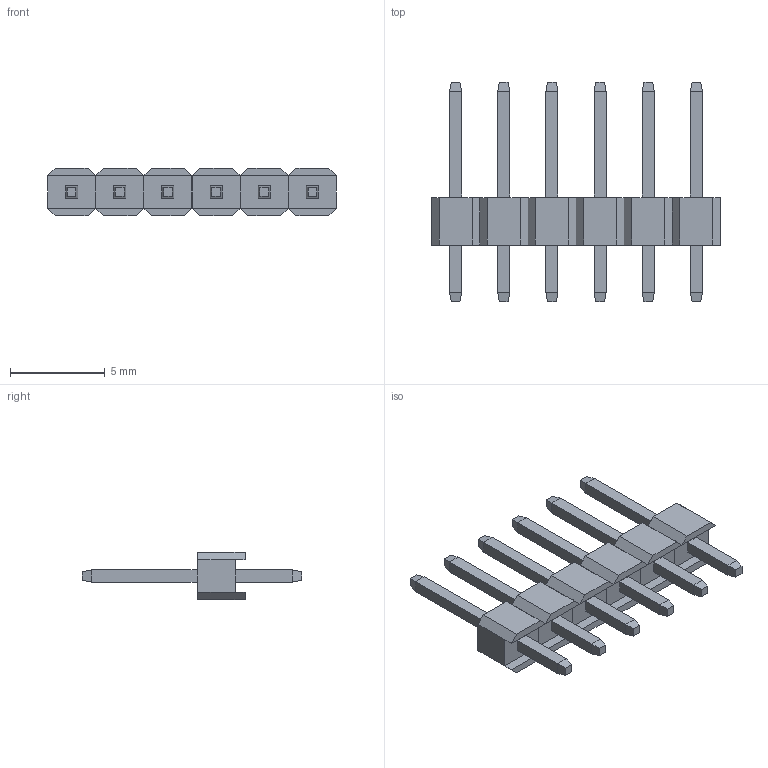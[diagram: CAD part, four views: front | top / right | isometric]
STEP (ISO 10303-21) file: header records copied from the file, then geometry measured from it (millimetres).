
FILE_DESCRIPTION (( 'STEP AP214' ), '1' );
FILE_NAME ('PR20206VBNN.STEP', '2023-03-07T20:32:13', ( '' ), ( '' ), 'SwSTEP 2.0', 'SolidWorks 2021', '' );
FILE_SCHEMA (( 'AUTOMOTIVE_DESIGN' ));
Length unit declared in the file: millimetre
Products named in the file (1): PR20206VBNN
Bounding box: 15.24 x 11.6 x 2.5 mm (x, y, z)
Volume: 100.5 mm3; surface area: 419.2 mm2
Topology: 12 solids, 12 shells, 192 faces, 432 edges, 264 vertices
Faces by surface type: plane 192
Entity records: 6287 total; most frequent: CARTESIAN_POINT 889, ORIENTED_EDGE 864, DIRECTION 818, LINE 432, EDGE_CURVE 432, VECTOR 432, VERTEX_POINT 264, EDGE_LOOP 204
